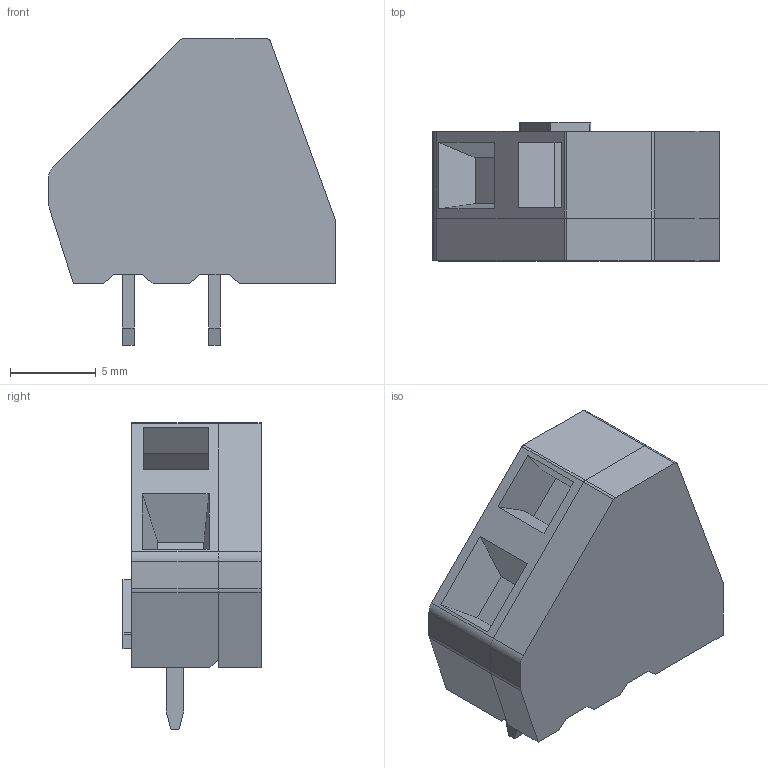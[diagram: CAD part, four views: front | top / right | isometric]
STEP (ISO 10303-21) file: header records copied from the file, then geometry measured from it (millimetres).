
FILE_DESCRIPTION( ( 'STEP AP214' ), '1' );
FILE_NAME( ' ', ' ', ( ' ' ), ( ' ' ), 'PSStep 13.0', 'VISI 18.0', ' ' );
FILE_SCHEMA( ( 'AUTOMOTIVE_DESIGN { 1 0 10303 214 1 1 1 1 }' ) );
Length unit declared in the file: millimetre
Products named in the file (9): 1; 2; 3; 4; 5; 6; 7; 8; 9
Bounding box: 16.75 x 8.07 x 17.9 mm (x, y, z)
Volume: 1312 mm3; surface area: 1333.8 mm2
Topology: 2 solids, 9 shells, 134 faces, 342 edges, 229 vertices
Faces by surface type: plane 92, torus 19, cone 12, cylinder 11
Entity records: 5128 total; most frequent: CARTESIAN_POINT 868, DIRECTION 625, ORIENTED_EDGE 588, EDGE_CURVE 304, LINE 229, VECTOR 229, VERTEX_POINT 219, AXIS2_PLACEMENT_3D 198
